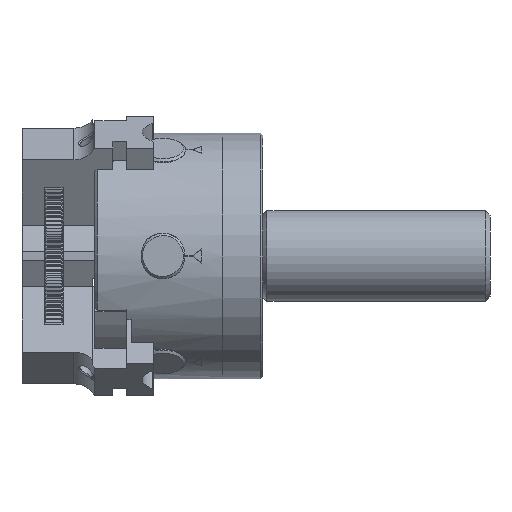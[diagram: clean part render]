
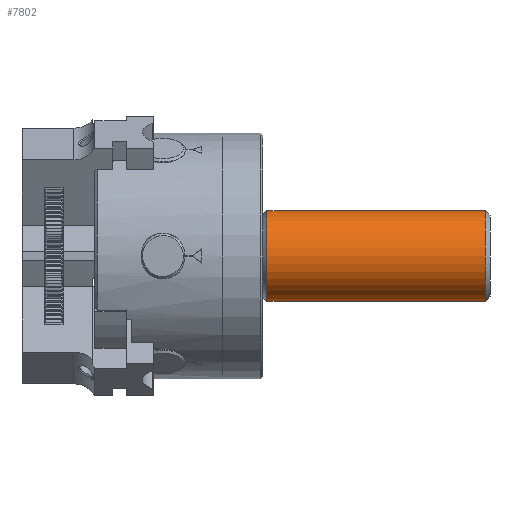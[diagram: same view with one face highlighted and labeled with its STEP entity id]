
A CAD part, front view. The second image highlights one B-rep face of the part: STEP entity #7802.
In plain terms, the highlighted cylindrical face has radius 10 mm (diameter 20 mm), a full revolution.
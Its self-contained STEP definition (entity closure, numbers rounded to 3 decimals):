
#934=FACE_OUTER_BOUND('',#1428,.T.);
#1428=EDGE_LOOP('',(#5925,#5926,#5927,#5928,#5929,#5930));
#1976=LINE('',#13919,#2462);
#2462=VECTOR('',#10161,10.);
#2846=CIRCLE('',#8631,10.);
#2847=CIRCLE('',#8632,10.);
#2858=CIRCLE('',#8651,10.);
#2859=CIRCLE('',#8652,10.);
#3390=VERTEX_POINT('',#13874);
#3391=VERTEX_POINT('',#13875);
#3402=VERTEX_POINT('',#13913);
#3403=VERTEX_POINT('',#13914);
#4254=EDGE_CURVE('',#3390,#3391,#2846,.T.);
#4255=EDGE_CURVE('',#3391,#3390,#2847,.T.);
#4273=EDGE_CURVE('',#3402,#3403,#2858,.T.);
#4275=EDGE_CURVE('',#3403,#3402,#2859,.T.);
#4276=EDGE_CURVE('',#3390,#3402,#1976,.T.);
#5925=ORIENTED_EDGE('',*,*,#4254,.T.);
#5926=ORIENTED_EDGE('',*,*,#4255,.T.);
#5927=ORIENTED_EDGE('',*,*,#4276,.T.);
#5928=ORIENTED_EDGE('',*,*,#4275,.F.);
#5929=ORIENTED_EDGE('',*,*,#4273,.F.);
#5930=ORIENTED_EDGE('',*,*,#4276,.F.);
#7306=CYLINDRICAL_SURFACE('',#8653,10.);
#7802=ADVANCED_FACE('',(#934),#7306,.T.);
#8631=AXIS2_PLACEMENT_3D('',#13876,#10107,#10108);
#8632=AXIS2_PLACEMENT_3D('',#13877,#10109,#10110);
#8651=AXIS2_PLACEMENT_3D('',#13915,#10154,#10155);
#8652=AXIS2_PLACEMENT_3D('',#13917,#10157,#10158);
#8653=AXIS2_PLACEMENT_3D('',#13918,#10159,#10160);
#10107=DIRECTION('center_axis',(0.,-1.,0.));
#10108=DIRECTION('ref_axis',(-1.,0.,0.));
#10109=DIRECTION('center_axis',(0.,-1.,0.));
#10110=DIRECTION('ref_axis',(-1.,0.,0.));
#10154=DIRECTION('center_axis',(0.,-1.,0.));
#10155=DIRECTION('ref_axis',(1.,0.,0.));
#10157=DIRECTION('center_axis',(0.,-1.,0.));
#10158=DIRECTION('ref_axis',(1.,0.,0.));
#10159=DIRECTION('center_axis',(0.,1.,0.));
#10160=DIRECTION('ref_axis',(-1.,0.,0.));
#10161=DIRECTION('',(0.,-1.,0.));
#13874=CARTESIAN_POINT('',(10.,49.034,0.));
#13875=CARTESIAN_POINT('',(0.,49.034,-10.));
#13876=CARTESIAN_POINT('Origin',(0.,49.034,0.));
#13877=CARTESIAN_POINT('Origin',(0.,49.034,0.));
#13913=CARTESIAN_POINT('',(10.,1.,0.));
#13914=CARTESIAN_POINT('',(-10.,1.,0.));
#13915=CARTESIAN_POINT('Origin',(0.,1.,0.));
#13917=CARTESIAN_POINT('Origin',(0.,1.,0.));
#13918=CARTESIAN_POINT('Origin',(0.,25.,0.));
#13919=CARTESIAN_POINT('',(10.,25.,0.));
